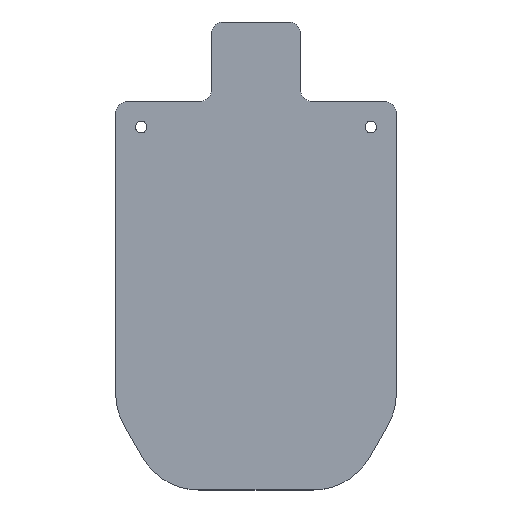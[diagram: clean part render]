
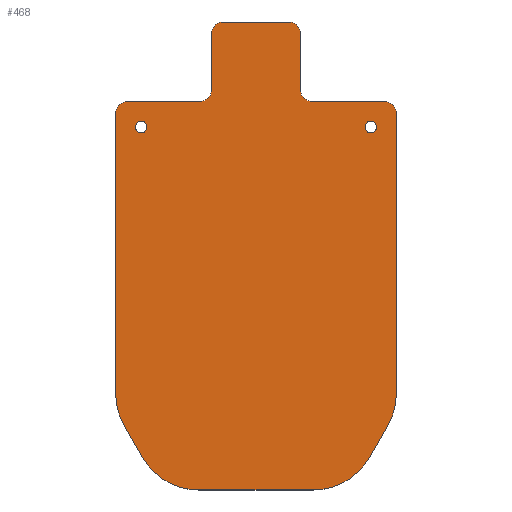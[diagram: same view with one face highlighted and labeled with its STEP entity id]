
A CAD part, top view. The second image highlights one B-rep face of the part: STEP entity #468.
In plain terms, the highlighted planar face has unit normal (0, 0, 1).
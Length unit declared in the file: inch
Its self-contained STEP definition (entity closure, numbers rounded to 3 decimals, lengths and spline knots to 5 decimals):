
#17=FACE_BOUND('',#81,.T.);
#18=FACE_BOUND('',#82,.T.);
#30=PLANE('',#530);
#54=FACE_OUTER_BOUND('',#80,.T.);
#80=EDGE_LOOP('',(#411,#412,#413,#414,#415,#416,#417,#418,#419,#420,#421,
#422,#423,#424,#425,#426,#427,#428,#429,#430));
#81=EDGE_LOOP('',(#431));
#82=EDGE_LOOP('',(#432));
#95=LINE('',#725,#137);
#100=LINE('',#739,#142);
#106=LINE('',#754,#148);
#109=LINE('',#763,#151);
#114=LINE('',#776,#156);
#117=LINE('',#784,#159);
#121=LINE('',#798,#163);
#122=LINE('',#800,#164);
#123=LINE('',#802,#165);
#124=LINE('',#804,#166);
#137=VECTOR('',#577,0.3937);
#142=VECTOR('',#592,0.3937);
#148=VECTOR('',#608,0.3937);
#151=VECTOR('',#617,0.3937);
#156=VECTOR('',#632,0.3937);
#159=VECTOR('',#641,0.3937);
#163=VECTOR('',#659,0.3937);
#164=VECTOR('',#662,0.3937);
#165=VECTOR('',#665,0.3937);
#166=VECTOR('',#668,0.3937);
#167=CIRCLE('',#484,2.8);
#180=CIRCLE('',#500,2.8);
#181=CIRCLE('',#502,2.8);
#182=CIRCLE('',#505,2.8);
#183=CIRCLE('',#507,0.5);
#184=CIRCLE('',#510,0.5);
#185=CIRCLE('',#513,0.5);
#186=CIRCLE('',#515,0.5);
#187=CIRCLE('',#518,0.5);
#188=CIRCLE('',#521,0.5);
#189=CIRCLE('',#523,0.25);
#190=CIRCLE('',#525,0.25);
#191=VERTEX_POINT('',#673);
#192=VERTEX_POINT('',#674);
#215=VERTEX_POINT('',#724);
#216=VERTEX_POINT('',#728);
#217=VERTEX_POINT('',#732);
#218=VERTEX_POINT('',#733);
#219=VERTEX_POINT('',#738);
#220=VERTEX_POINT('',#742);
#221=VERTEX_POINT('',#746);
#222=VERTEX_POINT('',#747);
#223=VERTEX_POINT('',#752);
#224=VERTEX_POINT('',#756);
#225=VERTEX_POINT('',#757);
#226=VERTEX_POINT('',#762);
#227=VERTEX_POINT('',#768);
#228=VERTEX_POINT('',#770);
#229=VERTEX_POINT('',#774);
#230=VERTEX_POINT('',#778);
#231=VERTEX_POINT('',#779);
#232=VERTEX_POINT('',#786);
#233=VERTEX_POINT('',#790);
#234=VERTEX_POINT('',#794);
#235=EDGE_CURVE('',#191,#192,#167,.T.);
#260=EDGE_CURVE('',#215,#192,#95,.T.);
#262=EDGE_CURVE('',#215,#216,#180,.T.);
#264=EDGE_CURVE('',#217,#218,#181,.T.);
#267=EDGE_CURVE('',#219,#218,#100,.T.);
#269=EDGE_CURVE('',#219,#220,#182,.T.);
#271=EDGE_CURVE('',#221,#222,#183,.T.);
#275=EDGE_CURVE('',#221,#223,#106,.T.);
#276=EDGE_CURVE('',#224,#225,#184,.T.);
#279=EDGE_CURVE('',#226,#225,#109,.T.);
#281=EDGE_CURVE('',#226,#223,#185,.T.);
#283=EDGE_CURVE('',#227,#228,#186,.T.);
#286=EDGE_CURVE('',#227,#229,#114,.T.);
#287=EDGE_CURVE('',#230,#231,#187,.T.);
#290=EDGE_CURVE('',#230,#228,#117,.T.);
#291=EDGE_CURVE('',#232,#229,#188,.T.);
#293=EDGE_CURVE('',#233,#233,#189,.T.);
#295=EDGE_CURVE('',#234,#234,#190,.T.);
#297=EDGE_CURVE('',#191,#222,#121,.T.);
#298=EDGE_CURVE('',#217,#216,#122,.T.);
#299=EDGE_CURVE('',#232,#220,#123,.T.);
#300=EDGE_CURVE('',#224,#231,#124,.T.);
#411=ORIENTED_EDGE('',*,*,#235,.F.);
#412=ORIENTED_EDGE('',*,*,#297,.T.);
#413=ORIENTED_EDGE('',*,*,#271,.F.);
#414=ORIENTED_EDGE('',*,*,#275,.T.);
#415=ORIENTED_EDGE('',*,*,#281,.F.);
#416=ORIENTED_EDGE('',*,*,#279,.T.);
#417=ORIENTED_EDGE('',*,*,#276,.F.);
#418=ORIENTED_EDGE('',*,*,#300,.T.);
#419=ORIENTED_EDGE('',*,*,#287,.F.);
#420=ORIENTED_EDGE('',*,*,#290,.T.);
#421=ORIENTED_EDGE('',*,*,#283,.F.);
#422=ORIENTED_EDGE('',*,*,#286,.T.);
#423=ORIENTED_EDGE('',*,*,#291,.F.);
#424=ORIENTED_EDGE('',*,*,#299,.T.);
#425=ORIENTED_EDGE('',*,*,#269,.F.);
#426=ORIENTED_EDGE('',*,*,#267,.T.);
#427=ORIENTED_EDGE('',*,*,#264,.F.);
#428=ORIENTED_EDGE('',*,*,#298,.T.);
#429=ORIENTED_EDGE('',*,*,#262,.F.);
#430=ORIENTED_EDGE('',*,*,#260,.T.);
#431=ORIENTED_EDGE('',*,*,#293,.T.);
#432=ORIENTED_EDGE('',*,*,#295,.T.);
#468=ADVANCED_FACE('',(#54,#17,#18),#30,.T.);
#484=AXIS2_PLACEMENT_3D('',#675,#535,#536);
#500=AXIS2_PLACEMENT_3D('',#729,#581,#582);
#502=AXIS2_PLACEMENT_3D('',#734,#586,#587);
#505=AXIS2_PLACEMENT_3D('',#743,#596,#597);
#507=AXIS2_PLACEMENT_3D('',#748,#601,#602);
#510=AXIS2_PLACEMENT_3D('',#758,#611,#612);
#513=AXIS2_PLACEMENT_3D('',#766,#621,#622);
#515=AXIS2_PLACEMENT_3D('',#771,#626,#627);
#518=AXIS2_PLACEMENT_3D('',#780,#635,#636);
#521=AXIS2_PLACEMENT_3D('',#787,#644,#645);
#523=AXIS2_PLACEMENT_3D('',#791,#649,#650);
#525=AXIS2_PLACEMENT_3D('',#795,#654,#655);
#530=AXIS2_PLACEMENT_3D('',#805,#669,#670);
#535=DIRECTION('center_axis',(0.,0.,-1.));
#536=DIRECTION('ref_axis',(0.967,-0.254,0.));
#577=DIRECTION('',(0.492,0.87,0.));
#581=DIRECTION('center_axis',(0.,0.,-1.));
#582=DIRECTION('ref_axis',(0.504,-0.864,0.));
#586=DIRECTION('center_axis',(0.,0.,-1.));
#587=DIRECTION('ref_axis',(-0.504,-0.864,0.));
#592=DIRECTION('',(0.492,-0.87,0.));
#596=DIRECTION('center_axis',(0.,0.,-1.));
#597=DIRECTION('ref_axis',(-0.967,-0.254,0.));
#601=DIRECTION('center_axis',(0.,0.,-1.));
#602=DIRECTION('ref_axis',(0.707,0.707,0.));
#608=DIRECTION('',(-1.,0.,0.));
#611=DIRECTION('center_axis',(0.,0.,-1.));
#612=DIRECTION('ref_axis',(0.707,0.707,0.));
#617=DIRECTION('',(0.,1.,0.));
#621=DIRECTION('center_axis',(0.,0.,1.));
#622=DIRECTION('ref_axis',(-0.707,-0.707,0.));
#626=DIRECTION('center_axis',(0.,0.,1.));
#627=DIRECTION('ref_axis',(0.707,-0.707,0.));
#632=DIRECTION('',(-1.,0.,0.));
#635=DIRECTION('center_axis',(0.,0.,-1.));
#636=DIRECTION('ref_axis',(-0.707,0.707,0.));
#641=DIRECTION('',(0.,-1.,0.));
#644=DIRECTION('center_axis',(0.,0.,-1.));
#645=DIRECTION('ref_axis',(-0.707,0.707,0.));
#649=DIRECTION('center_axis',(0.,0.,-1.));
#650=DIRECTION('ref_axis',(-1.,0.,0.));
#654=DIRECTION('center_axis',(0.,0.,-1.));
#655=DIRECTION('ref_axis',(-1.,0.,0.));
#659=DIRECTION('',(0.,1.,0.));
#662=DIRECTION('',(1.,0.,0.));
#665=DIRECTION('',(0.,-1.,0.));
#668=DIRECTION('',(-1.,0.,0.));
#669=DIRECTION('center_axis',(0.,0.,1.));
#670=DIRECTION('ref_axis',(1.,0.,0.));
#673=CARTESIAN_POINT('',(12.,4.14472,0.25));
#674=CARTESIAN_POINT('',(11.63734,2.76653,0.25));
#675=CARTESIAN_POINT('Origin',(9.2,4.14472,0.25));
#724=CARTESIAN_POINT('',(10.87697,1.42181,0.25));
#725=CARTESIAN_POINT('',(12.,3.40791,0.25));
#728=CARTESIAN_POINT('',(8.43963,0.,0.25));
#729=CARTESIAN_POINT('Origin',(8.43963,2.8,0.25));
#732=CARTESIAN_POINT('',(3.56037,0.,0.25));
#733=CARTESIAN_POINT('',(1.12303,1.42181,0.25));
#734=CARTESIAN_POINT('Origin',(3.56037,2.8,0.25));
#738=CARTESIAN_POINT('',(0.36266,2.76653,0.25));
#739=CARTESIAN_POINT('',(0.,3.40791,0.25));
#742=CARTESIAN_POINT('',(0.,4.14472,0.25));
#743=CARTESIAN_POINT('Origin',(2.8,4.14472,0.25));
#746=CARTESIAN_POINT('',(11.5,16.60207,0.25));
#747=CARTESIAN_POINT('',(12.,16.10207,0.25));
#748=CARTESIAN_POINT('Origin',(11.5,16.10207,0.25));
#752=CARTESIAN_POINT('',(8.39846,16.60207,0.25));
#754=CARTESIAN_POINT('',(7.89846,16.60207,0.25));
#756=CARTESIAN_POINT('',(7.39846,20.,0.25));
#757=CARTESIAN_POINT('',(7.89846,19.5,0.25));
#758=CARTESIAN_POINT('Origin',(7.39846,19.5,0.25));
#762=CARTESIAN_POINT('',(7.89846,17.10207,0.25));
#763=CARTESIAN_POINT('',(7.89846,21.51456,0.25));
#766=CARTESIAN_POINT('Origin',(8.39846,17.10207,0.25));
#768=CARTESIAN_POINT('',(3.60154,16.60207,0.25));
#770=CARTESIAN_POINT('',(4.10154,17.10207,0.25));
#771=CARTESIAN_POINT('Origin',(3.60154,17.10207,0.25));
#774=CARTESIAN_POINT('',(0.5,16.60207,0.25));
#776=CARTESIAN_POINT('',(4.10154,16.60207,0.25));
#778=CARTESIAN_POINT('',(4.10154,19.5,0.25));
#779=CARTESIAN_POINT('',(4.60154,20.,0.25));
#780=CARTESIAN_POINT('Origin',(4.60154,19.5,0.25));
#784=CARTESIAN_POINT('',(4.10154,12.51456,0.25));
#786=CARTESIAN_POINT('',(0.,16.10207,0.25));
#787=CARTESIAN_POINT('Origin',(0.5,16.10207,0.25));
#790=CARTESIAN_POINT('',(11.15904,15.51111,0.25));
#791=CARTESIAN_POINT('Origin',(10.90904,15.51111,0.25));
#794=CARTESIAN_POINT('',(1.34096,15.51111,0.25));
#795=CARTESIAN_POINT('Origin',(1.09096,15.51111,0.25));
#798=CARTESIAN_POINT('',(12.,0.,0.25));
#800=CARTESIAN_POINT('',(0.,0.,0.25));
#802=CARTESIAN_POINT('',(0.,20.,0.25));
#804=CARTESIAN_POINT('',(12.,20.,0.25));
#805=CARTESIAN_POINT('Origin',(6.,10.,0.25));
